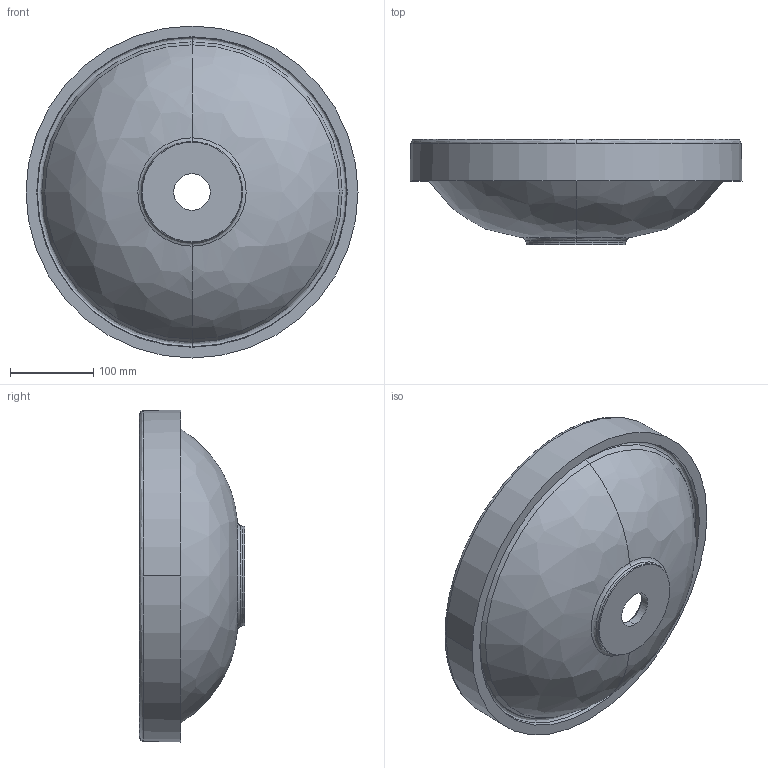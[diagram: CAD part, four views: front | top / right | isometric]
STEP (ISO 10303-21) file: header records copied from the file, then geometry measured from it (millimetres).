
FILE_DESCRIPTION (( 'STEP AP203' ), '1' );
FILE_NAME ('6229070410.step', '2020-12-18T12:31:10', ( 'admin' ), ( '' ), 'SwSTEP 2.0', 'SolidWorks 2019', '' );
FILE_SCHEMA (( 'CONFIG_CONTROL_DESIGN' ));
Length unit declared in the file: millimetre
Products named in the file (1): 6229070410
Bounding box: 400 x 126.72 x 400 mm (x, y, z)
Volume: 3021003.3 mm3; surface area: 392163.9 mm2
Topology: 1 solids, 1 shells, 32 faces, 66 edges, 36 vertices
Faces by surface type: bspline 14, cone 12, cylinder 4, plane 2
Entity records: 1083 total; most frequent: CARTESIAN_POINT 345, DIRECTION 154, ORIENTED_EDGE 132, AXIS2_PLACEMENT_3D 69, EDGE_CURVE 66, CIRCLE 50, VERTEX_POINT 36, EDGE_LOOP 34
